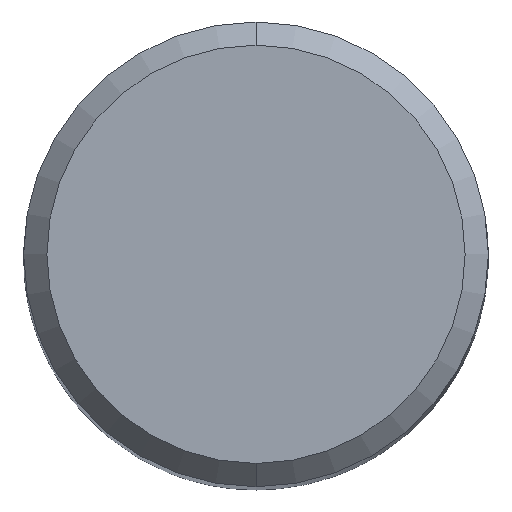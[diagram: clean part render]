
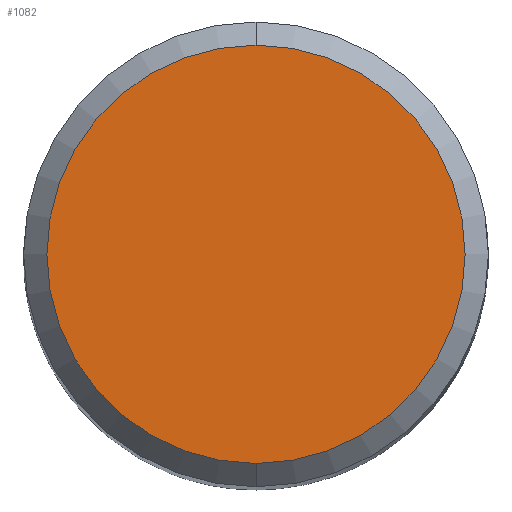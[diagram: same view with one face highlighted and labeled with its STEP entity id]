
A CAD part, top view. The second image highlights one B-rep face of the part: STEP entity #1082.
In plain terms, the highlighted planar face has unit normal (0, 0, 1).
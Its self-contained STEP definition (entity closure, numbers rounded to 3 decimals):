
#504=VERTEX_POINT('',#1283);
#508=EDGE_CURVE('',#1042,#504,#1287,.T.);
#1042=VERTEX_POINT('',#1869);
#1082=ADVANCED_FACE('',(#1915),#1916,.T.);
#1116=EDGE_CURVE('',#504,#1042,#1952,.T.);
#1283=CARTESIAN_POINT('',(0.0,4.5,0.0));
#1287=CIRCLE('',#3161,4.5);
#1869=CARTESIAN_POINT('',(0.,-4.5,0.0));
#1915=FACE_OUTER_BOUND('',#6609,.T.);
#1916=PLANE('',#6610);
#1952=CIRCLE('',#6709,4.5);
#3161=AXIS2_PLACEMENT_3D('',#6956,#6957,#6958);
#6609=EDGE_LOOP('',(#7665,#7666));
#6610=AXIS2_PLACEMENT_3D('',#7667,#7668,#7669);
#6709=AXIS2_PLACEMENT_3D('',#7700,#7701,#7702);
#6956=CARTESIAN_POINT('',(0.0,0.0,0.0));
#6957=DIRECTION('',(0.0,0.0,-1.0));
#6958=DIRECTION('',(0.0,1.0,0.0));
#7665=ORIENTED_EDGE('',*,*,#1116,.F.);
#7666=ORIENTED_EDGE('',*,*,#508,.F.);
#7667=CARTESIAN_POINT('',(0.0,2.25,0.0));
#7668=DIRECTION('',(-0.0,0.0,1.0));
#7669=DIRECTION('',(0.0,-1.0,0.0));
#7700=CARTESIAN_POINT('',(0.0,0.0,0.0));
#7701=DIRECTION('',(0.0,0.0,-1.0));
#7702=DIRECTION('',(0.0,1.0,0.0));
